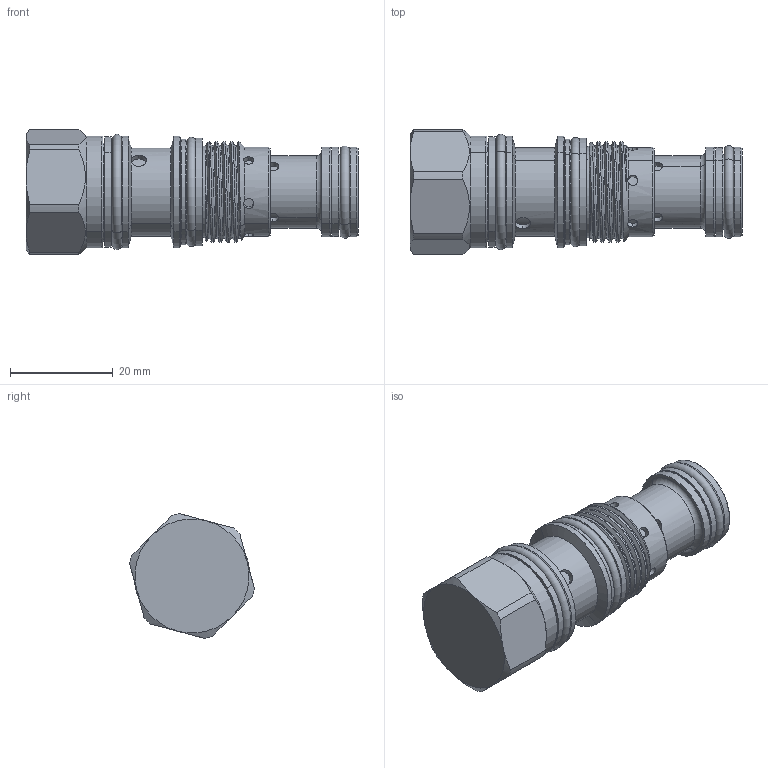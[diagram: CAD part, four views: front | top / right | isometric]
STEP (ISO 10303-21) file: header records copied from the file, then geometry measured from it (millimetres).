
FILE_DESCRIPTION (( 'STEP AP203' ), '1' );
FILE_NAME ('LS11A30-N.STEP', '2016-06-06T06:25:54', ( '' ), ( '' ), 'SwSTEP 2.0', 'SolidWorks 2012', '' );
FILE_SCHEMA (( 'CONFIG_CONTROL_DESIGN' ));
Length unit declared in the file: millimetre
Products named in the file (1): LS11A30-N
Bounding box: 64.7 x 24.31 x 24.31 mm (x, y, z)
Volume: 18707.3 mm3; surface area: 7224 mm2
Topology: 1 solids, 1 shells, 189 faces, 431 edges, 265 vertices
Faces by surface type: cylinder 99, cone 32, torus 28, plane 27, bspline 3
Entity records: 7587 total; most frequent: CARTESIAN_POINT 3363, DIRECTION 879, ORIENTED_EDGE 862, EDGE_CURVE 431, AXIS2_PLACEMENT_3D 380, VERTEX_POINT 265, EDGE_LOOP 210, CIRCLE 193
